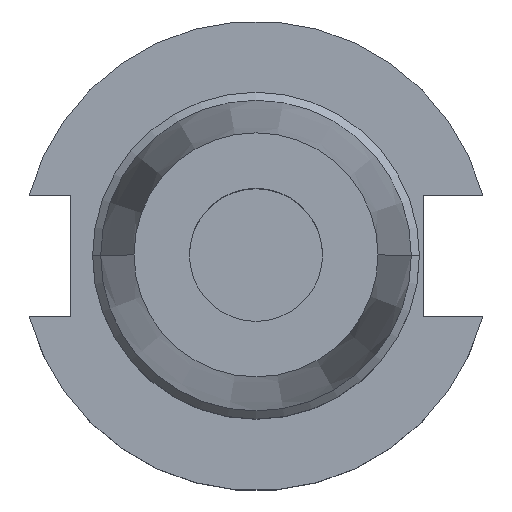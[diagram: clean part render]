
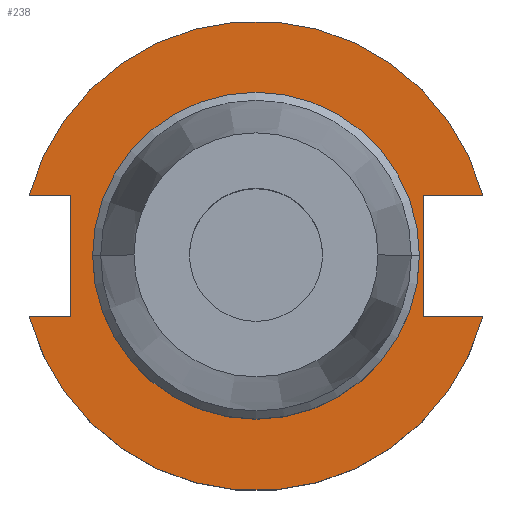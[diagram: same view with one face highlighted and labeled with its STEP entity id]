
A CAD part, top view. The second image highlights one B-rep face of the part: STEP entity #238.
In plain terms, the highlighted planar face has unit normal (0, 0, 1).
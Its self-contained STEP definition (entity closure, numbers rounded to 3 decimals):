
#14 = CARTESIAN_POINT ( 'NONE',  ( -22.1, 0., 19.05 ) ) ;
#64 = AXIS2_PLACEMENT_3D ( 'NONE', #568, #1410, #210 ) ;
#77 = DIRECTION ( 'NONE',  ( 1., 0., 0. ) ) ;
#80 = CARTESIAN_POINT ( 'NONE',  ( -30.675, -8.191, 19.05 ) ) ;
#94 = DIRECTION ( 'NONE',  ( 0., -1., 0. ) ) ;
#107 = VERTEX_POINT ( 'NONE', #887 ) ;
#118 = AXIS2_PLACEMENT_3D ( 'NONE', #597, #608, #557 ) ;
#139 = VECTOR ( 'NONE', #1424, 1000. ) ;
#150 = CARTESIAN_POINT ( 'NONE',  ( -25.091, 8.191, 19.05 ) ) ;
#167 = VERTEX_POINT ( 'NONE', #632 ) ;
#177 = LINE ( 'NONE', #479, #139 ) ;
#210 = DIRECTION ( 'NONE',  ( 1., 0., 0. ) ) ;
#238 = ADVANCED_FACE ( 'NONE', ( #500, #1606 ), #543, .F. ) ;
#249 = CARTESIAN_POINT ( 'NONE',  ( 0., -8.191, 19.05 ) ) ;
#275 = VERTEX_POINT ( 'NONE', #638 ) ;
#315 = LINE ( 'NONE', #811, #658 ) ;
#331 = ORIENTED_EDGE ( 'NONE', *, *, #414, .F. ) ;
#397 = DIRECTION ( 'NONE',  ( 1., 0., 0. ) ) ;
#412 = ORIENTED_EDGE ( 'NONE', *, *, #1212, .T. ) ;
#414 = EDGE_CURVE ( 'NONE', #514, #1330, #737, .T. ) ;
#437 = DIRECTION ( 'NONE',  ( 0., 0., 1. ) ) ;
#451 = DIRECTION ( 'NONE',  ( 0., 0., -1. ) ) ;
#479 = CARTESIAN_POINT ( 'NONE',  ( 22.606, 22.1, 19.05 ) ) ;
#496 = ORIENTED_EDGE ( 'NONE', *, *, #1222, .T. ) ;
#497 = VERTEX_POINT ( 'NONE', #1000 ) ;
#499 = ORIENTED_EDGE ( 'NONE', *, *, #1224, .F. ) ;
#500 = FACE_BOUND ( 'NONE', #1148, .T. ) ;
#514 = VERTEX_POINT ( 'NONE', #80 ) ;
#538 = VERTEX_POINT ( 'NONE', #1147 ) ;
#542 = LINE ( 'NONE', #1646, #1155 ) ;
#543 = PLANE ( 'NONE',  #714 ) ;
#547 = CARTESIAN_POINT ( 'NONE',  ( 0., 0., 19.05 ) ) ;
#557 = DIRECTION ( 'NONE',  ( 1., 0., 0. ) ) ;
#567 = CARTESIAN_POINT ( 'NONE',  ( 30.675, 8.191, 19.05 ) ) ;
#568 = CARTESIAN_POINT ( 'NONE',  ( 0., 0., 19.05 ) ) ;
#591 = CARTESIAN_POINT ( 'NONE',  ( 22.606, -8.191, 19.05 ) ) ;
#597 = CARTESIAN_POINT ( 'NONE',  ( 0., 0., 19.05 ) ) ;
#599 = CARTESIAN_POINT ( 'NONE',  ( 0., 22.1, 19.05 ) ) ;
#608 = DIRECTION ( 'NONE',  ( 0., 0., 1. ) ) ;
#627 = VERTEX_POINT ( 'NONE', #14 ) ;
#632 = CARTESIAN_POINT ( 'NONE',  ( 22.606, 8.191, 19.05 ) ) ;
#638 = CARTESIAN_POINT ( 'NONE',  ( 22.1, 0., 19.05 ) ) ;
#658 = VECTOR ( 'NONE', #707, 1000. ) ;
#707 = DIRECTION ( 'NONE',  ( 1., 0., 0. ) ) ;
#711 = ORIENTED_EDGE ( 'NONE', *, *, #1114, .T. ) ;
#714 = AXIS2_PLACEMENT_3D ( 'NONE', #599, #451, #1152 ) ;
#737 = LINE ( 'NONE', #1297, #1109 ) ;
#811 = CARTESIAN_POINT ( 'NONE',  ( -61.091, 8.191, 19.05 ) ) ;
#832 = CIRCLE ( 'NONE', #118, 22.1 ) ;
#847 = DIRECTION ( 'NONE',  ( 1., 0., 0. ) ) ;
#887 = CARTESIAN_POINT ( 'NONE',  ( -30.675, 8.191, 19.05 ) ) ;
#901 = ORIENTED_EDGE ( 'NONE', *, *, #908, .F. ) ;
#903 = LINE ( 'NONE', #150, #1523 ) ;
#908 = EDGE_CURVE ( 'NONE', #275, #627, #1213, .T. ) ;
#912 = CARTESIAN_POINT ( 'NONE',  ( -25.091, -8.191, 19.05 ) ) ;
#1000 = CARTESIAN_POINT ( 'NONE',  ( -25.091, 8.191, 19.05 ) ) ;
#1048 = AXIS2_PLACEMENT_3D ( 'NONE', #547, #437, #397 ) ;
#1094 = CIRCLE ( 'NONE', #1048, 31.75 ) ;
#1099 = CARTESIAN_POINT ( 'NONE',  ( 0., 0., 19.05 ) ) ;
#1109 = VECTOR ( 'NONE', #1391, 1000. ) ;
#1114 = EDGE_CURVE ( 'NONE', #514, #538, #1094, .T. ) ;
#1147 = CARTESIAN_POINT ( 'NONE',  ( 30.675, -8.191, 19.05 ) ) ;
#1148 = EDGE_LOOP ( 'NONE', ( #901, #499 ) ) ;
#1152 = DIRECTION ( 'NONE',  ( -1., 0., 0. ) ) ;
#1155 = VECTOR ( 'NONE', #1230, 1000. ) ;
#1164 = EDGE_CURVE ( 'NONE', #107, #497, #315, .T. ) ;
#1198 = VERTEX_POINT ( 'NONE', #591 ) ;
#1199 = VECTOR ( 'NONE', #77, 1000. ) ;
#1204 = EDGE_CURVE ( 'NONE', #497, #1330, #903, .T. ) ;
#1209 = EDGE_CURVE ( 'NONE', #1198, #538, #1239, .T. ) ;
#1212 = EDGE_CURVE ( 'NONE', #1198, #167, #177, .T. ) ;
#1213 = CIRCLE ( 'NONE', #64, 22.1 ) ;
#1219 = EDGE_CURVE ( 'NONE', #1373, #167, #542, .T. ) ;
#1222 = EDGE_CURVE ( 'NONE', #1373, #107, #1486, .T. ) ;
#1224 = EDGE_CURVE ( 'NONE', #627, #275, #832, .T. ) ;
#1230 = DIRECTION ( 'NONE',  ( -1., 0., 0. ) ) ;
#1239 = LINE ( 'NONE', #249, #1199 ) ;
#1248 = ORIENTED_EDGE ( 'NONE', *, *, #1204, .T. ) ;
#1297 = CARTESIAN_POINT ( 'NONE',  ( -61.091, -8.191, 19.05 ) ) ;
#1330 = VERTEX_POINT ( 'NONE', #912 ) ;
#1373 = VERTEX_POINT ( 'NONE', #567 ) ;
#1391 = DIRECTION ( 'NONE',  ( 1., 0., 0. ) ) ;
#1410 = DIRECTION ( 'NONE',  ( 0., 0., 1. ) ) ;
#1424 = DIRECTION ( 'NONE',  ( 0., 1., 0. ) ) ;
#1437 = DIRECTION ( 'NONE',  ( 0., 0., 1. ) ) ;
#1441 = AXIS2_PLACEMENT_3D ( 'NONE', #1099, #1437, #847 ) ;
#1486 = CIRCLE ( 'NONE', #1441, 31.75 ) ;
#1493 = EDGE_LOOP ( 'NONE', ( #1248, #331, #711, #1533, #412, #1495, #496, #1513 ) ) ;
#1495 = ORIENTED_EDGE ( 'NONE', *, *, #1219, .F. ) ;
#1513 = ORIENTED_EDGE ( 'NONE', *, *, #1164, .T. ) ;
#1523 = VECTOR ( 'NONE', #94, 1000. ) ;
#1533 = ORIENTED_EDGE ( 'NONE', *, *, #1209, .F. ) ;
#1606 = FACE_OUTER_BOUND ( 'NONE', #1493, .T. ) ;
#1646 = CARTESIAN_POINT ( 'NONE',  ( 0., 8.191, 19.05 ) ) ;
